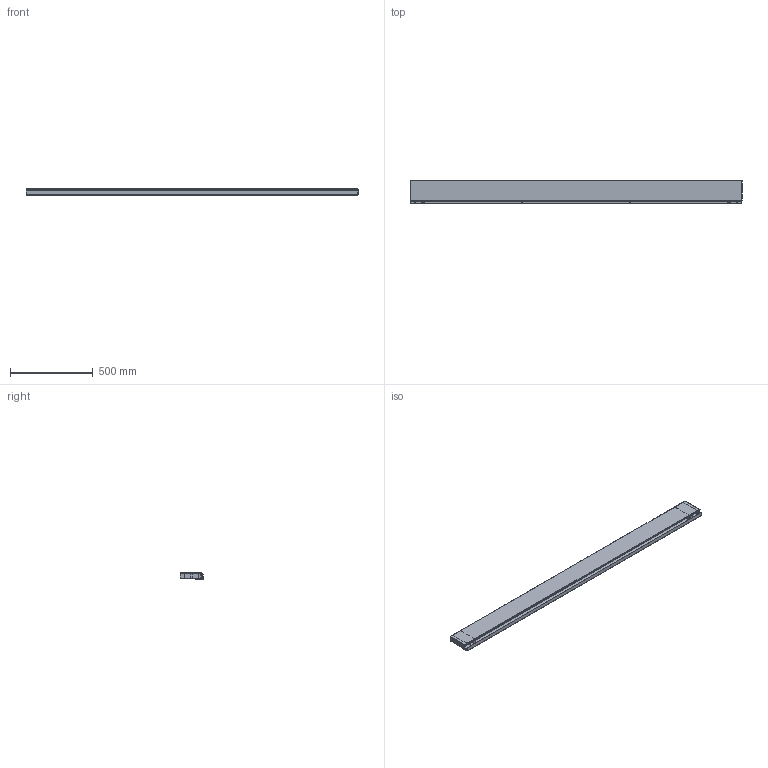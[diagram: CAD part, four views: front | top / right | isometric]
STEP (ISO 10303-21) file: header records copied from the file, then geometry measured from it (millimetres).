
FILE_DESCRIPTION((''),'2;1');
FILE_NAME('_04_14_200_2000_145_36__ASM','2020-09-14T',('okanashina'),('elara'),'CREO PARAMETRIC BY PTC INC, 2015080','CREO PARAMETRIC BY PTC INC, 2015080','');
FILE_SCHEMA(('AUTOMOTIVE_DESIGN { 1 0 10303 214 1 1 1 1 }'));
Length unit declared in the file: millimetre
Products named in the file (9): 754_20_145_01-01__________; 754_20_145_01__________; 754_20_145_02-20_______; PRODUCT_10217_ASM; 754_30_145_01-01_________; 754_30_145_01_________; 754_30_145_02-20_______; PRODUCT_15435_ASM; _04_14_200_2000_145_36__ASM
Assembly tree (8 placements, depth 4):
  _04_14_200_2000_145_36__ASM
    PRODUCT_15435_ASM
      PRODUCT_10217_ASM
        754_20_145_01-01__________
        754_20_145_01__________
        754_20_145_02-20_______
      754_30_145_01-01_________
      754_30_145_01_________
      754_30_145_02-20_______
Bounding box: 2002 x 144.5 x 37.5 mm (x, y, z)
Volume: 507775.4 mm3; surface area: 1043484 mm2
Topology: 6 solids, 6 shells, 1238 faces, 3708 edges, 2300 vertices
Faces by surface type: plane 1114, cylinder 124
Entity records: 42184 total; most frequent: ORIENTED_EDGE 7416, CARTESIAN_POINT 7303, DIRECTION 6816, EDGE_CURVE 3708, VECTOR 3120, LINE 3120, VERTEX_POINT 2300, AXIS2_PLACEMENT_3D 1848
